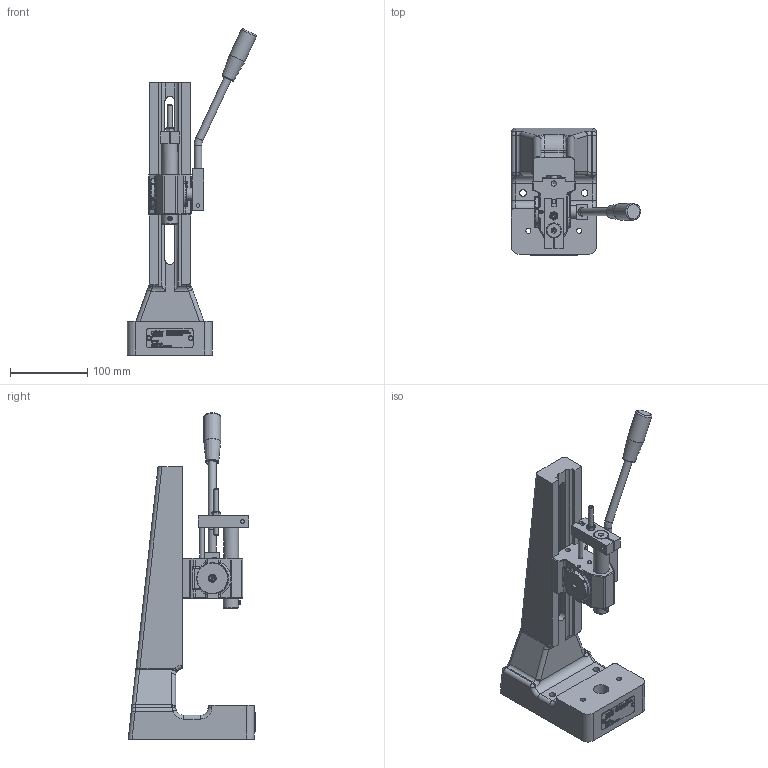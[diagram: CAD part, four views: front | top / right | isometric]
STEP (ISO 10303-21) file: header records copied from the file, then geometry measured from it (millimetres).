
FILE_DESCRIPTION((''),'2;1');
FILE_NAME('CL_150_Z.stp','2009-03-26T12:39:57',('rfinsterle'),(''),'Autodesk Inventor 2008','Autodesk Inventor 2008','');
FILE_SCHEMA(('AUTOMOTIVE_DESIGN { 1 0 10303 214 1 1 1 1 }'));
Length unit declared in the file: millimetre
Products named in the file (5): ENG-001396_V; ENG-001395; ENG-001394_V; ENG-000035; DIN 7337  A A3 x 8
Assembly tree (5 placements, depth 2):
  ENG-001396_V
    ENG-001395
    ENG-001394_V
    ENG-000035
    DIN 7337  A A3 x 8  x2
Bounding box: 167.4 x 165.3 x 422.97 mm (x, y, z)
Volume: 1093650.3 mm3; surface area: 227492.6 mm2
Topology: 9 solids, 9 shells, 2729 faces, 7346 edges, 4805 vertices
Faces by surface type: plane 1253, bspline 1008, cylinder 313, cone 108, torus 39, sphere 8
Full cylindrical faces by diameter (mm): 3 x3, 3.15 x2, 6 x7, 6.5 x2, 8 x1, 9.98 x2, 10 x3, 10.5 x1, 13 x1, 16 x2, 20 x3, 21.667 x1, 23 x1, 25 x1, 33 x2, 34 x2, 40 x1
Entity records: 98798 total; most frequent: CARTESIAN_POINT 35317, ORIENTED_EDGE 14210, DIRECTION 9449, EDGE_CURVE 7105, VERTEX_POINT 4724, VECTOR 4073, LINE 4073, EDGE_LOOP 3089
